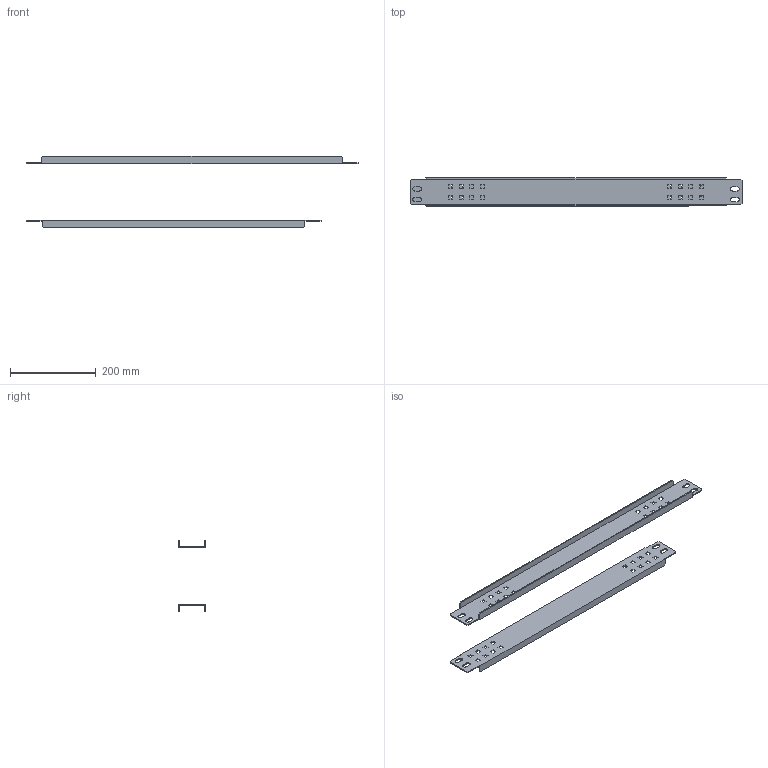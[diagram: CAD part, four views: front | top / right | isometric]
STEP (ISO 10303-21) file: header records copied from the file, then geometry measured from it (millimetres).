
FILE_DESCRIPTION (( 'STEP AP214' ), '1' );
FILE_NAME ('STR800-T.STEP', '2025-09-10T19:58:39', ( '' ), ( '' ), 'SwSTEP 2.0', 'SolidWorks 2024', '' );
FILE_SCHEMA (( 'AUTOMOTIVE_DESIGN' ));
Length unit declared in the file: millimetre
Products named in the file (1): STR800-T
Bounding box: 773 x 65 x 167.2 mm (x, y, z)
Volume: 323582.3 mm3; surface area: 270953.9 mm2
Topology: 2 solids, 2 shells, 212 faces, 624 edges, 416 vertices
Faces by surface type: plane 196, cylinder 16
Entity records: 7132 total; most frequent: CARTESIAN_POINT 1253, ORIENTED_EDGE 1248, DIRECTION 1082, EDGE_CURVE 624, LINE 592, VECTOR 592, VERTEX_POINT 416, EDGE_LOOP 292
